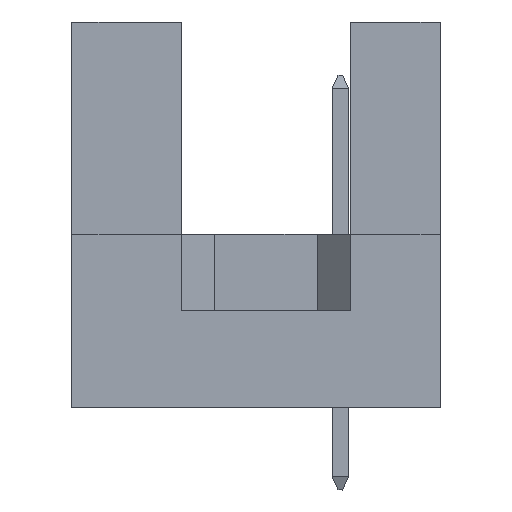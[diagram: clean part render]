
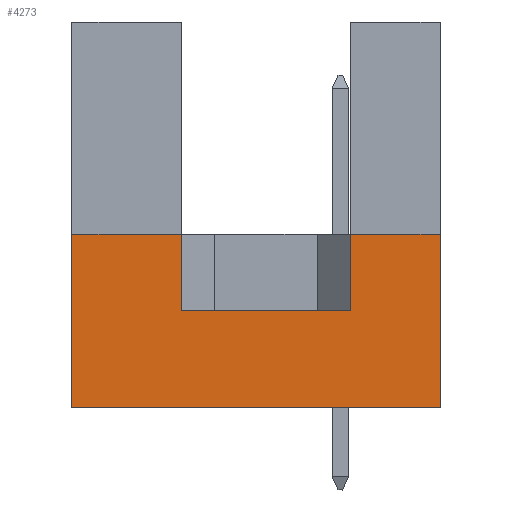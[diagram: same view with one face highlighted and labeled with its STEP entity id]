
A CAD part, left-side view. The second image highlights one B-rep face of the part: STEP entity #4273.
In plain terms, the highlighted planar face has unit normal (-1, 0, 0).
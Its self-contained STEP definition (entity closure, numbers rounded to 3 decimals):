
#178 = LINE ( 'NONE', #1033, #2858 ) ;
#398 = VERTEX_POINT ( 'NONE', #4543 ) ;
#453 = FACE_OUTER_BOUND ( 'NONE', #4982, .T. ) ;
#470 = VECTOR ( 'NONE', #4520, 1000. ) ;
#614 = VERTEX_POINT ( 'NONE', #8458 ) ;
#771 = AXIS2_PLACEMENT_3D ( 'NONE', #8207, #4750, #6084 ) ;
#889 = LINE ( 'NONE', #2206, #3620 ) ;
#1033 = CARTESIAN_POINT ( 'NONE',  ( -27.5, 0., 0. ) ) ;
#1178 = LINE ( 'NONE', #6718, #8684 ) ;
#1220 = DIRECTION ( 'NONE',  ( 0., 0., 1. ) ) ;
#1572 = VERTEX_POINT ( 'NONE', #6927 ) ;
#1800 = DIRECTION ( 'NONE',  ( 0., -1., 0. ) ) ;
#2034 = ORIENTED_EDGE ( 'NONE', *, *, #4793, .T. ) ;
#2206 = CARTESIAN_POINT ( 'NONE',  ( -27.5, 11.1, 5.2 ) ) ;
#2324 = CARTESIAN_POINT ( 'NONE',  ( -27.5, 11.1, 5.2 ) ) ;
#2572 = VECTOR ( 'NONE', #3622, 1000. ) ;
#2686 = VERTEX_POINT ( 'NONE', #4314 ) ;
#2697 = VECTOR ( 'NONE', #1800, 1000. ) ;
#2800 = EDGE_CURVE ( 'NONE', #3359, #1572, #2894, .T. ) ;
#2814 = VERTEX_POINT ( 'NONE', #6511 ) ;
#2858 = VECTOR ( 'NONE', #4514, 1000. ) ;
#2894 = LINE ( 'NONE', #7811, #2572 ) ;
#3238 = EDGE_CURVE ( 'NONE', #7687, #614, #6318, .T. ) ;
#3359 = VERTEX_POINT ( 'NONE', #2324 ) ;
#3374 = DIRECTION ( 'NONE',  ( 0., 0., 1. ) ) ;
#3620 = VECTOR ( 'NONE', #6469, 1000. ) ;
#3622 = DIRECTION ( 'NONE',  ( 0., -1., 0. ) ) ;
#3656 = CARTESIAN_POINT ( 'NONE',  ( -27.5, 2.71, 2.9 ) ) ;
#3974 = ORIENTED_EDGE ( 'NONE', *, *, #6594, .F. ) ;
#4065 = PLANE ( 'NONE',  #771 ) ;
#4273 = ADVANCED_FACE ( 'NONE', ( #453 ), #4065, .F. ) ;
#4308 = EDGE_CURVE ( 'NONE', #7687, #3359, #4801, .T. ) ;
#4314 = CARTESIAN_POINT ( 'NONE',  ( -27.5, 2.71, 2.9 ) ) ;
#4514 = DIRECTION ( 'NONE',  ( 0., 0., 1. ) ) ;
#4520 = DIRECTION ( 'NONE',  ( 0., 0., 1. ) ) ;
#4543 = CARTESIAN_POINT ( 'NONE',  ( -27.5, 2.71, 5.2 ) ) ;
#4572 = EDGE_CURVE ( 'NONE', #2686, #398, #6454, .T. ) ;
#4595 = CARTESIAN_POINT ( 'NONE',  ( -27.5, 7.79, 2.9 ) ) ;
#4706 = CARTESIAN_POINT ( 'NONE',  ( -27.5, 11.1, 0. ) ) ;
#4750 = DIRECTION ( 'NONE',  ( 1., 0., 0. ) ) ;
#4780 = LINE ( 'NONE', #4595, #2697 ) ;
#4793 = EDGE_CURVE ( 'NONE', #7058, #1572, #1178, .T. ) ;
#4801 = LINE ( 'NONE', #4706, #6322 ) ;
#4982 = EDGE_LOOP ( 'NONE', ( #5740, #2034, #7542, #8231, #6142, #7447, #3974, #6907 ) ) ;
#5147 = CARTESIAN_POINT ( 'NONE',  ( -27.5, 11.1, 0. ) ) ;
#5571 = CARTESIAN_POINT ( 'NONE',  ( -27.5, 11.1, 0. ) ) ;
#5628 = CARTESIAN_POINT ( 'NONE',  ( -27.5, 7.79, 2.9 ) ) ;
#5684 = VECTOR ( 'NONE', #8396, 1000. ) ;
#5740 = ORIENTED_EDGE ( 'NONE', *, *, #7745, .F. ) ;
#6084 = DIRECTION ( 'NONE',  ( 0., 0., -1. ) ) ;
#6142 = ORIENTED_EDGE ( 'NONE', *, *, #3238, .T. ) ;
#6318 = LINE ( 'NONE', #5571, #5684 ) ;
#6322 = VECTOR ( 'NONE', #3374, 1000. ) ;
#6454 = LINE ( 'NONE', #3656, #470 ) ;
#6469 = DIRECTION ( 'NONE',  ( 0., -1., 0. ) ) ;
#6511 = CARTESIAN_POINT ( 'NONE',  ( -27.5, 0., 5.2 ) ) ;
#6594 = EDGE_CURVE ( 'NONE', #398, #2814, #889, .T. ) ;
#6718 = CARTESIAN_POINT ( 'NONE',  ( -27.5, 7.79, 2.9 ) ) ;
#6907 = ORIENTED_EDGE ( 'NONE', *, *, #4572, .F. ) ;
#6927 = CARTESIAN_POINT ( 'NONE',  ( -27.5, 7.79, 5.2 ) ) ;
#7058 = VERTEX_POINT ( 'NONE', #5628 ) ;
#7447 = ORIENTED_EDGE ( 'NONE', *, *, #7614, .T. ) ;
#7542 = ORIENTED_EDGE ( 'NONE', *, *, #2800, .F. ) ;
#7614 = EDGE_CURVE ( 'NONE', #614, #2814, #178, .T. ) ;
#7687 = VERTEX_POINT ( 'NONE', #5147 ) ;
#7745 = EDGE_CURVE ( 'NONE', #7058, #2686, #4780, .T. ) ;
#7811 = CARTESIAN_POINT ( 'NONE',  ( -27.5, 11.1, 5.2 ) ) ;
#8207 = CARTESIAN_POINT ( 'NONE',  ( -27.5, 11.1, 0. ) ) ;
#8231 = ORIENTED_EDGE ( 'NONE', *, *, #4308, .F. ) ;
#8396 = DIRECTION ( 'NONE',  ( 0., -1., 0. ) ) ;
#8458 = CARTESIAN_POINT ( 'NONE',  ( -27.5, 0., 0. ) ) ;
#8684 = VECTOR ( 'NONE', #1220, 1000. ) ;
